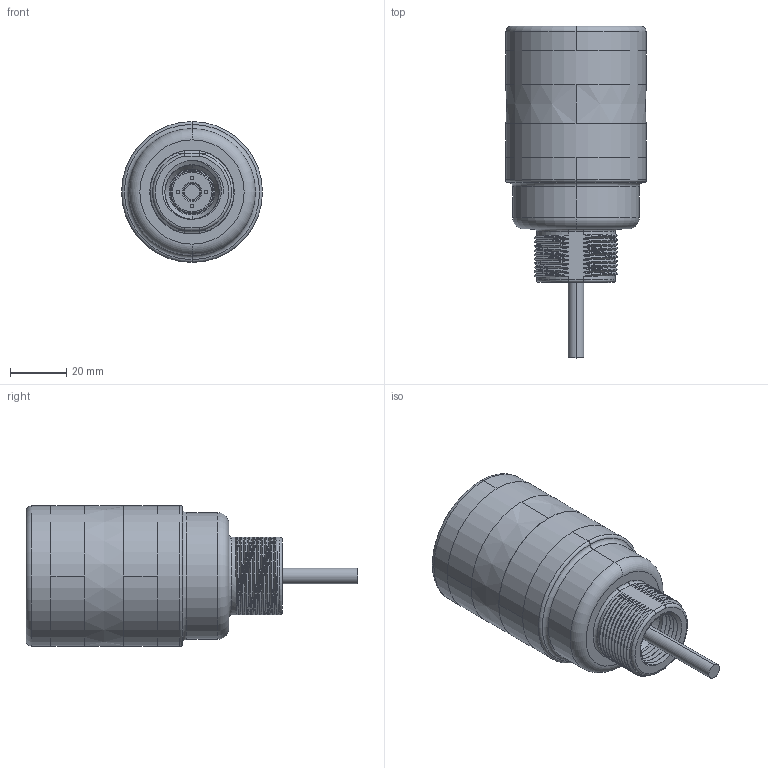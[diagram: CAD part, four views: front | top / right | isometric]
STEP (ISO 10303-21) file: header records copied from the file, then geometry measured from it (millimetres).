
FILE_DESCRIPTION((''),'2;1');
FILE_NAME('160282_ASM','2014-06-26T',('pdmadmin'),(''),'PRO/ENGINEER BY PARAMETRIC TECHNOLOGY CORPORATION, 2013230','PRO/ENGINEER BY PARAMETRIC TECHNOLOGY CORPORATION, 2013230','');
FILE_SCHEMA(('CONFIG_CONTROL_DESIGN'));
Products named in the file (8): 159072; 62676; 62677; CABLE_215; 158231_WEB; 158948; 158946; 160282_ASM
Assembly tree (8 placements, depth 2):
  160282_ASM
    159072
    62676
    62677
    CABLE_215
    158231_WEB  x2
    158948
    158946
Bounding box: 50 x 117.8 x 50 mm (x, y, z)
Volume: 53267.5 mm3; surface area: 54134.6 mm2
Topology: 8 solids, 8 shells, 807 faces, 2100 edges, 1361 vertices
Faces by surface type: plane 315, cylinder 240, bspline 104, cone 102, torus 46
Entity records: 54413 total; most frequent: CARTESIAN_POINT 35901, ORIENTED_EDGE 4048, DIRECTION 3512, EDGE_CURVE 2024, VERTEX_POINT 1307, AXIS2_PLACEMENT_3D 1291, VECTOR 930, LINE 930
